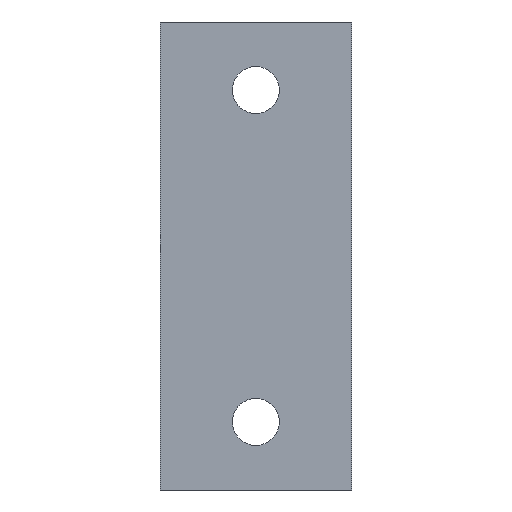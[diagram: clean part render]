
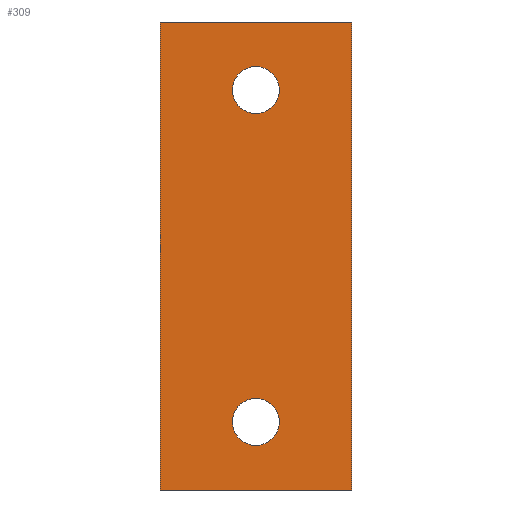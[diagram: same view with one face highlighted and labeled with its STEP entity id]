
A CAD part, front view. The second image highlights one B-rep face of the part: STEP entity #309.
In plain terms, the highlighted planar face has unit normal (0, -1, 0).
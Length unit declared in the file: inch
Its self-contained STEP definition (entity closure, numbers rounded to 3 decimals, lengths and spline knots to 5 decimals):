
#4 = ORIENTED_EDGE ( 'NONE', *, *, #107, .F. ) ;
#11 = ORIENTED_EDGE ( 'NONE', *, *, #70, .T. ) ;
#20 = DIRECTION ( 'NONE',  ( 0., 1., 0. ) ) ;
#26 = VERTEX_POINT ( 'NONE', #475 ) ;
#29 = EDGE_CURVE ( 'NONE', #421, #83, #178, .T. ) ;
#49 = EDGE_CURVE ( 'NONE', #83, #421, #194, .T. ) ;
#64 = LINE ( 'NONE', #365, #230 ) ;
#70 = EDGE_CURVE ( 'NONE', #186, #121, #187, .T. ) ;
#80 = VECTOR ( 'NONE', #85, 39.37008 ) ;
#83 = VERTEX_POINT ( 'NONE', #244 ) ;
#85 = DIRECTION ( 'NONE',  ( -1., 0., 0. ) ) ;
#95 = EDGE_CURVE ( 'NONE', #159, #231, #320, .T. ) ;
#97 = EDGE_LOOP ( 'NONE', ( #113, #391 ) ) ;
#102 = EDGE_CURVE ( 'NONE', #121, #278, #364, .T. ) ;
#107 = EDGE_CURVE ( 'NONE', #186, #26, #281, .T. ) ;
#110 = DIRECTION ( 'NONE',  ( 0., 0., 1. ) ) ;
#113 = ORIENTED_EDGE ( 'NONE', *, *, #49, .T. ) ;
#121 = VERTEX_POINT ( 'NONE', #347 ) ;
#122 = CARTESIAN_POINT ( 'NONE',  ( 0.281, 0., -0.2 ) ) ;
#129 = DIRECTION ( 'NONE',  ( 0., 0., -1. ) ) ;
#131 = CARTESIAN_POINT ( 'NONE',  ( 0.281, 0., -1.106 ) ) ;
#133 = CARTESIAN_POINT ( 'NONE',  ( 0.563, 0., 0. ) ) ;
#137 = FACE_OUTER_BOUND ( 'NONE', #393, .T. ) ;
#140 = EDGE_LOOP ( 'NONE', ( #148, #487 ) ) ;
#141 = DIRECTION ( 'NONE',  ( 0., 0., 1. ) ) ;
#148 = ORIENTED_EDGE ( 'NONE', *, *, #95, .T. ) ;
#150 = CIRCLE ( 'NONE', #406, 0.069 ) ;
#156 = CARTESIAN_POINT ( 'NONE',  ( 0.281, 0., -0.2 ) ) ;
#159 = VERTEX_POINT ( 'NONE', #131 ) ;
#161 = DIRECTION ( 'NONE',  ( 0., 0., 1. ) ) ;
#168 = DIRECTION ( 'NONE',  ( 0., 0., -1. ) ) ;
#169 = CARTESIAN_POINT ( 'NONE',  ( 0., 0., 0. ) ) ;
#178 = CIRCLE ( 'NONE', #480, 0.069 ) ;
#180 = CARTESIAN_POINT ( 'NONE',  ( 0.281, 0., -1.244 ) ) ;
#186 = VERTEX_POINT ( 'NONE', #133 ) ;
#187 = LINE ( 'NONE', #310, #80 ) ;
#194 = CIRCLE ( 'NONE', #473, 0.069 ) ;
#212 = DIRECTION ( 'NONE',  ( 0., 1., 0. ) ) ;
#220 = CARTESIAN_POINT ( 'NONE',  ( 0., 0., -1.375 ) ) ;
#222 = CARTESIAN_POINT ( 'NONE',  ( 0.281, 0., -0.269 ) ) ;
#230 = VECTOR ( 'NONE', #395, 39.37008 ) ;
#231 = VERTEX_POINT ( 'NONE', #180 ) ;
#244 = CARTESIAN_POINT ( 'NONE',  ( 0.281, 0., -0.131 ) ) ;
#260 = CARTESIAN_POINT ( 'NONE',  ( 0.281, 0., -1.175 ) ) ;
#270 = ORIENTED_EDGE ( 'NONE', *, *, #465, .F. ) ;
#278 = VERTEX_POINT ( 'NONE', #220 ) ;
#281 = LINE ( 'NONE', #379, #383 ) ;
#296 = DIRECTION ( 'NONE',  ( 0., 0., 1. ) ) ;
#309 = ADVANCED_FACE ( 'NONE', ( #407, #471, #137 ), #455, .F. ) ;
#310 = CARTESIAN_POINT ( 'NONE',  ( 0.563, 0., 0. ) ) ;
#320 = CIRCLE ( 'NONE', #438, 0.069 ) ;
#322 = CARTESIAN_POINT ( 'NONE',  ( 0.563, 0., 0. ) ) ;
#329 = ORIENTED_EDGE ( 'NONE', *, *, #102, .T. ) ;
#347 = CARTESIAN_POINT ( 'NONE',  ( 0., 0., 0. ) ) ;
#360 = DIRECTION ( 'NONE',  ( 0., 1., 0. ) ) ;
#364 = LINE ( 'NONE', #169, #462 ) ;
#365 = CARTESIAN_POINT ( 'NONE',  ( 0.563, 0., -1.375 ) ) ;
#367 = DIRECTION ( 'NONE',  ( 0., 1., 0. ) ) ;
#374 = DIRECTION ( 'NONE',  ( 0., 1., 0. ) ) ;
#379 = CARTESIAN_POINT ( 'NONE',  ( 0.563, 0., 0. ) ) ;
#383 = VECTOR ( 'NONE', #129, 39.37008 ) ;
#391 = ORIENTED_EDGE ( 'NONE', *, *, #29, .T. ) ;
#393 = EDGE_LOOP ( 'NONE', ( #329, #270, #4, #11 ) ) ;
#395 = DIRECTION ( 'NONE',  ( -1., 0., 0. ) ) ;
#402 = AXIS2_PLACEMENT_3D ( 'NONE', #322, #360, #141 ) ;
#406 = AXIS2_PLACEMENT_3D ( 'NONE', #260, #20, #296 ) ;
#407 = FACE_BOUND ( 'NONE', #97, .T. ) ;
#410 = CARTESIAN_POINT ( 'NONE',  ( 0.281, 0., -1.175 ) ) ;
#421 = VERTEX_POINT ( 'NONE', #222 ) ;
#438 = AXIS2_PLACEMENT_3D ( 'NONE', #410, #212, #446 ) ;
#446 = DIRECTION ( 'NONE',  ( 0., 0., 1. ) ) ;
#455 = PLANE ( 'NONE',  #402 ) ;
#462 = VECTOR ( 'NONE', #168, 39.37008 ) ;
#465 = EDGE_CURVE ( 'NONE', #26, #278, #64, .T. ) ;
#471 = FACE_BOUND ( 'NONE', #140, .T. ) ;
#473 = AXIS2_PLACEMENT_3D ( 'NONE', #122, #374, #161 ) ;
#475 = CARTESIAN_POINT ( 'NONE',  ( 0.563, 0., -1.375 ) ) ;
#480 = AXIS2_PLACEMENT_3D ( 'NONE', #156, #367, #110 ) ;
#487 = ORIENTED_EDGE ( 'NONE', *, *, #490, .T. ) ;
#490 = EDGE_CURVE ( 'NONE', #231, #159, #150, .T. ) ;
